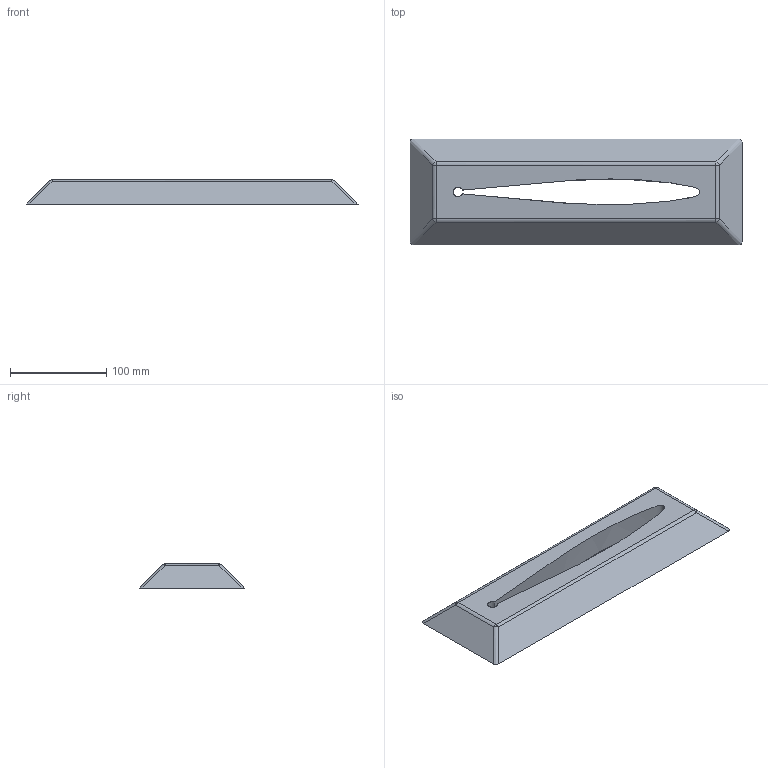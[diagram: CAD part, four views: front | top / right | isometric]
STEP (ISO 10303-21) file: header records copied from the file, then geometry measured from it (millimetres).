
FILE_DESCRIPTION(('OPEN MIND Model'),'2;1');
FILE_NAME('OPEN MIND Shape Model','2020-02-25T17:25:19',('Author'),( 'hyperCAD-S '),'hyperCAD-S STEP processor 6.6','hyperCAD-S 1.0' ,'Unknown');
FILE_SCHEMA(('AUTOMOTIVE_DESIGN { 1 2 10303 214 -1 1 5 4 }'));
Length unit declared in the file: millimetre
Products named in the file (1): Product 1
Bounding box: 345 x 110 x 25 mm (x, y, z)
Volume: 565914.7 mm3; surface area: 87718.4 mm2
Topology: 1 solids, 1 shells, 21 faces, 45 edges, 26 vertices
Faces by surface type: bspline 19, plane 2
Entity records: 4642 total; most frequent: CARTESIAN_POINT 3959, B_SPLINE_CURVE_WITH_KNOTS 135, ORIENTED_EDGE 90, PCURVE 90, DEFINITIONAL_REPRESENTATION 90, EDGE_CURVE 45, SURFACE_CURVE 45, VERTEX_POINT 26
